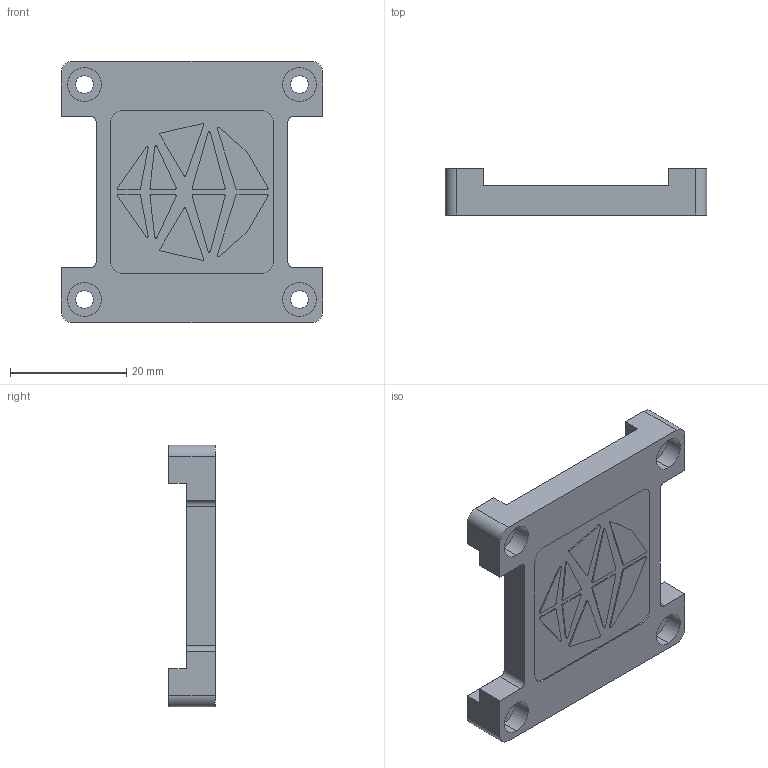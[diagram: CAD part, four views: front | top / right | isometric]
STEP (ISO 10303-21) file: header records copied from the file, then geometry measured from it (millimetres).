
FILE_DESCRIPTION (( 'STEP AP214' ), '1' );
FILE_NAME ('【机加工件】cnc_顶板_D2.55M3.STEP', '2025-03-08T09:24:27', ( '' ), ( '' ), 'SwSTEP 2.0', 'SolidWorks 2024', '' );
FILE_SCHEMA (( 'AUTOMOTIVE_DESIGN' ));
Length unit declared in the file: millimetre
Products named in the file (1): 【机加工件】cnc_顶板_D2.55M3
Bounding box: 45 x 8 x 45 mm (x, y, z)
Volume: 8469.3 mm3; surface area: 5143.8 mm2
Topology: 1 solids, 1 shells, 143 faces, 378 edges, 252 vertices
Faces by surface type: plane 77, cylinder 66
Entity records: 4503 total; most frequent: DIRECTION 798, CARTESIAN_POINT 774, ORIENTED_EDGE 756, EDGE_CURVE 378, AXIS2_PLACEMENT_3D 276, VERTEX_POINT 252, VECTOR 246, LINE 246
